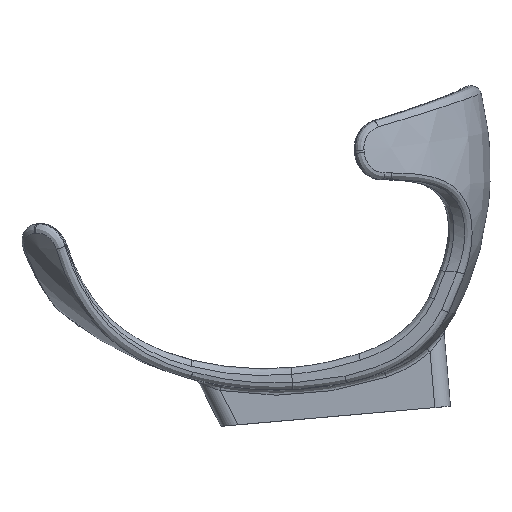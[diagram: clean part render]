
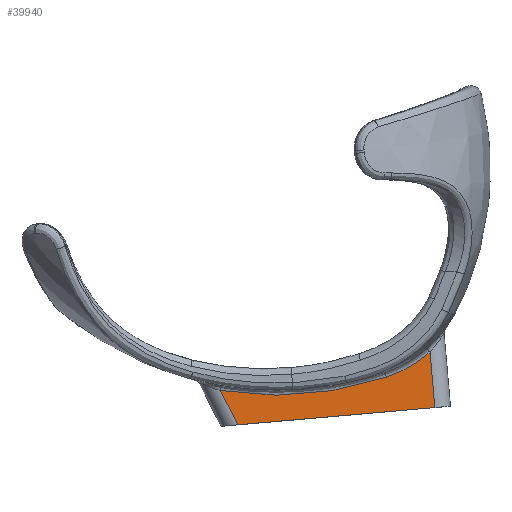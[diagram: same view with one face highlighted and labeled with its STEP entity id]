
A CAD part, left-side view. The second image highlights one B-rep face of the part: STEP entity #39940.
In plain terms, the highlighted face is planar.
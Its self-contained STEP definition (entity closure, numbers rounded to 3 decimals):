
#38610=CARTESIAN_POINT('',(43.692,111.365,
-34.542));
#38620=DIRECTION('',(-1.,-0.002,
0.017));
#38630=DIRECTION('',(-0.017,0.087,
-0.996));
#38640=AXIS2_PLACEMENT_3D('',#38610,#38620,#38630);
#38650=PLANE('',#38640);
#38660=CARTESIAN_POINT('',(43.62,68.138,
-42.485));
#38670=CARTESIAN_POINT('',(43.619,68.185,
-42.493));
#38680=CARTESIAN_POINT('',(43.619,68.231,
-42.501));
#38690=CARTESIAN_POINT('',(43.616,68.845,
-42.602));
#38700=CARTESIAN_POINT('',(43.614,69.414,
-42.688));
#38710=CARTESIAN_POINT('',(43.611,70.107,
-42.783));
#38720=CARTESIAN_POINT('',(43.611,70.23,
-42.8));
#38730=CARTESIAN_POINT('',(43.61,70.477,
-42.833));
#38740=CARTESIAN_POINT('',(43.609,70.6,
-42.849));
#38750=CARTESIAN_POINT('',(43.609,70.847,
-42.88));
#38760=CARTESIAN_POINT('',(43.608,70.971,
-42.895));
#38770=CARTESIAN_POINT('',(43.605,71.774,
-42.992));
#38780=CARTESIAN_POINT('',(43.601,73.136,
-43.134));
#38790=CARTESIAN_POINT('',(43.597,74.503,
-43.234));
#38800=CARTESIAN_POINT('',(43.592,76.398,
-43.343));
#38810=CARTESIAN_POINT('',(43.59,77.611,
-43.379));
#38820=CARTESIAN_POINT('',(43.586,80.036,
-43.385));
#38830=CARTESIAN_POINT('',(43.584,81.249,
-43.354));
#38840=CARTESIAN_POINT('',(43.584,82.522,
-43.286));
#38850=CARTESIAN_POINT('',(43.584,82.584,
-43.282));
#38860=CARTESIAN_POINT('',(43.584,82.709,
-43.275));
#38870=CARTESIAN_POINT('',(43.584,82.771,
-43.272));
#38880=CARTESIAN_POINT('',(43.584,82.848,
-43.267));
#38890=CARTESIAN_POINT('',(43.584,82.863,
-43.266));
#38900=CARTESIAN_POINT('',(43.584,82.925,
-43.263));
#38910=CARTESIAN_POINT('',(43.583,82.972,
-43.26));
#38920=CARTESIAN_POINT('',(43.583,83.066,
-43.254));
#38930=CARTESIAN_POINT('',(43.583,83.113,
-43.251));
#38940=CARTESIAN_POINT('',(43.583,83.218,
-43.244));
#38950=CARTESIAN_POINT('',(43.583,83.276,
-43.24));
#38960=CARTESIAN_POINT('',(43.583,83.406,
-43.232));
#38970=CARTESIAN_POINT('',(43.583,83.478,
-43.227));
#38980=CARTESIAN_POINT('',(43.583,83.622,
-43.217));
#38990=CARTESIAN_POINT('',(43.583,83.693,
-43.212));
#39000=CARTESIAN_POINT('',(43.583,84.981,
-43.117));
#39010=CARTESIAN_POINT('',(43.583,86.195,
-42.995));
#39020=CARTESIAN_POINT('',(43.585,88.612,
-42.682));
#39030=CARTESIAN_POINT('',(43.586,89.817,
-42.491));
#39040=CARTESIAN_POINT('',(43.59,91.975,
-42.089));
#39050=CARTESIAN_POINT('',(43.592,92.93,
-41.889));
#39060=CARTESIAN_POINT('',(43.596,94.355,
-41.557));
#39070=CARTESIAN_POINT('',(43.598,95.303,
-41.325));
#39080=CARTESIAN_POINT('',(43.601,96.245,
-41.072));
#39090=CARTESIAN_POINT('',(43.603,96.853,
-40.902));
#39100=CARTESIAN_POINT('',(43.604,96.991,
-40.862));
#39110=CARTESIAN_POINT('',(43.605,97.268,
-40.783));
#39120=CARTESIAN_POINT('',(43.605,97.406,
-40.743));
#39130=CARTESIAN_POINT('',(43.606,97.682,
-40.661));
#39140=CARTESIAN_POINT('',(43.607,97.82,
-40.62));
#39150=CARTESIAN_POINT('',(43.608,98.273,
-40.483));
#39160=CARTESIAN_POINT('',(43.61,98.587,
-40.386));
#39170=CARTESIAN_POINT('',(43.612,99.228,
-40.182));
#39180=CARTESIAN_POINT('',(43.614,99.555,
-40.075));
#39190=CARTESIAN_POINT('',(43.615,99.925,
-39.951));
#39200=CARTESIAN_POINT('',(43.615,99.97,
-39.936));
#39210=CARTESIAN_POINT('',(43.616,100.014,
-39.921));
#39220=(BOUNDED_CURVE() B_SPLINE_CURVE(3,(#38660,#38670,#38680,#38690,
#38700,#38710,#38720,#38730,#38740,#38750,#38760,#38770,#38780,#38790,
#38800,#38810,#38820,#38830,#38840,#38850,#38860,#38870,#38880,#38890,
#38900,#38910,#38920,#38930,#38940,#38950,#38960,#38970,#38980,#38990,
#39000,#39010,#39020,#39030,#39040,#39050,#39060,#39070,#39080,#39090,
#39100,#39110,#39120,#39130,#39140,#39150,#39160,#39170,#39180,#39190,
#39200,#39210),.UNSPECIFIED.,.F.,.F.) B_SPLINE_CURVE_WITH_KNOTS((4,2,2,2
,2,2,1,2,2,2,2,2,2,2,2,2,2,2,2,2,2,1,2,2,2,2,2,2,4),(0.,
0.14,1.853,2.223,2.594,
2.964,5.003,7.042,10.654,
14.265,14.45,14.636,14.681,
14.821,14.961,15.134,15.349,
15.563,19.193,22.823,25.728,
27.18,28.632,29.061,29.489,
29.918,30.898,31.92,32.06),
.UNSPECIFIED.) CURVE() GEOMETRIC_REPRESENTATION_ITEM() 
RATIONAL_B_SPLINE_CURVE((1.,1.,1.,1.,1.,1.,1.,1.,1.,1.,1.,1.,1.,1.,1.,1.
,1.,1.,1.,1.,1.,1.,1.,1.,1.,1.,1.,1.,1.,1.,1.,1.,1.,1.,1.,1.,1.,1.,1.,1.
,1.,1.,1.,1.,1.,1.,1.,1.,1.,1.,1.,1.,1.,1.,1.,1.)) REPRESENTATION_ITEM(
''));
#39230=CARTESIAN_POINT('',(43.62,68.138,
-42.485));
#39240=VERTEX_POINT('',#39230);
#39250=CARTESIAN_POINT('',(43.616,100.014,
-39.921));
#39260=VERTEX_POINT('',#39250);
#39270=EDGE_CURVE('',#39240,#39260,#39220,.T.);
#39280=ORIENTED_EDGE('',*,*,#39270,.F.);
#39290=CARTESIAN_POINT('',(43.686,108.407,
-35.161));
#39300=CARTESIAN_POINT('',(43.685,108.372,
-35.191));
#39310=CARTESIAN_POINT('',(43.685,108.337,
-35.222));
#39320=CARTESIAN_POINT('',(43.681,108.033,
-35.482));
#39330=CARTESIAN_POINT('',(43.677,107.76,
-35.707));
#39340=CARTESIAN_POINT('',(43.669,107.085,
-36.236));
#39350=CARTESIAN_POINT('',(43.664,106.68,
-36.533));
#39360=CARTESIAN_POINT('',(43.658,106.058,
-36.961));
#39370=CARTESIAN_POINT('',(43.656,105.849,
-37.1));
#39380=CARTESIAN_POINT('',(43.652,105.426,
-37.372));
#39390=CARTESIAN_POINT('',(43.65,105.212,
-37.505));
#39400=CARTESIAN_POINT('',(43.646,104.783,
-37.762));
#39410=CARTESIAN_POINT('',(43.644,104.568,
-37.887));
#39420=CARTESIAN_POINT('',(43.641,104.135,
-38.129));
#39430=CARTESIAN_POINT('',(43.639,103.916,
-38.247));
#39440=CARTESIAN_POINT('',(43.635,103.475,
-38.477));
#39450=CARTESIAN_POINT('',(43.634,103.253,
-38.588));
#39460=CARTESIAN_POINT('',(43.631,102.805,
-38.804));
#39470=CARTESIAN_POINT('',(43.629,102.579,
-38.908));
#39480=CARTESIAN_POINT('',(43.627,102.239,
-39.06));
#39490=CARTESIAN_POINT('',(43.627,102.125,
-39.11));
#39500=CARTESIAN_POINT('',(43.625,101.896,
-39.208));
#39510=CARTESIAN_POINT('',(43.624,101.782,
-39.256));
#39520=CARTESIAN_POINT('',(43.623,101.552,
-39.351));
#39530=CARTESIAN_POINT('',(43.623,101.436,
-39.398));
#39540=CARTESIAN_POINT('',(43.621,101.205,
-39.489));
#39550=CARTESIAN_POINT('',(43.621,101.089,
-39.534));
#39560=CARTESIAN_POINT('',(43.62,100.856,
-39.622));
#39570=CARTESIAN_POINT('',(43.619,100.74,
-39.665));
#39580=CARTESIAN_POINT('',(43.618,100.506,
-39.75));
#39590=CARTESIAN_POINT('',(43.617,100.389,
-39.792));
#39600=CARTESIAN_POINT('',(43.617,100.231,
-39.847));
#39610=CARTESIAN_POINT('',(43.616,100.19,
-39.861));
#39620=CARTESIAN_POINT('',(43.616,100.104,
-39.89));
#39630=CARTESIAN_POINT('',(43.616,100.059,
-39.906));
#39640=CARTESIAN_POINT('',(43.616,100.014,
-39.921));
#39650=B_SPLINE_CURVE_WITH_KNOTS('',3,(#39290,#39300,#39310,#39320,
#39330,#39340,#39350,#39360,#39370,#39380,#39390,#39400,#39410,#39420,
#39430,#39440,#39450,#39460,#39470,#39480,#39490,#39500,#39510,#39520,
#39530,#39540,#39550,#39560,#39570,#39580,#39590,#39600,#39610,#39620,
#39630,#39640),.UNSPECIFIED.,.F.,.F.,(4,2,2,2,2,2,2,2,2,2,2,2,2,2,2,2,2,
4),(0.,0.136,1.176,2.653,
3.392,4.131,4.861,5.591,
6.321,7.052,7.417,7.783,
8.149,8.515,8.881,9.248,
9.374,9.515),.UNSPECIFIED.);
#39660=CARTESIAN_POINT('',(43.686,108.407,
-35.161));
#39670=VERTEX_POINT('',#39660);
#39680=EDGE_CURVE('',#39670,#39260,#39650,.T.);
#39690=ORIENTED_EDGE('',*,*,#39680,.T.);
#39700=CARTESIAN_POINT('',(44.301,105.336,
-0.052));
#39710=DIRECTION('',(-0.017,0.087,
-0.996));
#39720=VECTOR('',#39710,1.);
#39730=LINE('',#39700,#39720);
#39740=CARTESIAN_POINT('',(43.5,109.335,
-45.76));
#39750=VERTEX_POINT('',#39740);
#39760=EDGE_CURVE('',#39670,#39750,#39730,.T.);
#39770=ORIENTED_EDGE('',*,*,#39760,.F.);
#39780=CARTESIAN_POINT('',(43.5,0.,-55.325));
#39790=DIRECTION('',(0.,0.996,
0.087));
#39800=VECTOR('',#39790,1.);
#39810=LINE('',#39780,#39800);
#39820=CARTESIAN_POINT('',(43.5,71.494,
-49.07));
#39830=VERTEX_POINT('',#39820);
#39840=EDGE_CURVE('',#39830,#39750,#39810,.T.);
#39850=ORIENTED_EDGE('',*,*,#39840,.T.);
#39860=CARTESIAN_POINT('',(44.39,46.518,
-0.052));
#39870=DIRECTION('',(-0.016,0.454,
-0.891));
#39880=VECTOR('',#39870,1.);
#39890=LINE('',#39860,#39880);
#39900=EDGE_CURVE('',#39240,#39830,#39890,.T.);
#39910=ORIENTED_EDGE('',*,*,#39900,.T.);
#39920=EDGE_LOOP('',(#39910,#39850,#39770,#39690,#39280));
#39930=FACE_OUTER_BOUND('',#39920,.T.);
#39940=ADVANCED_FACE('',(#39930),#38650,.F.);
